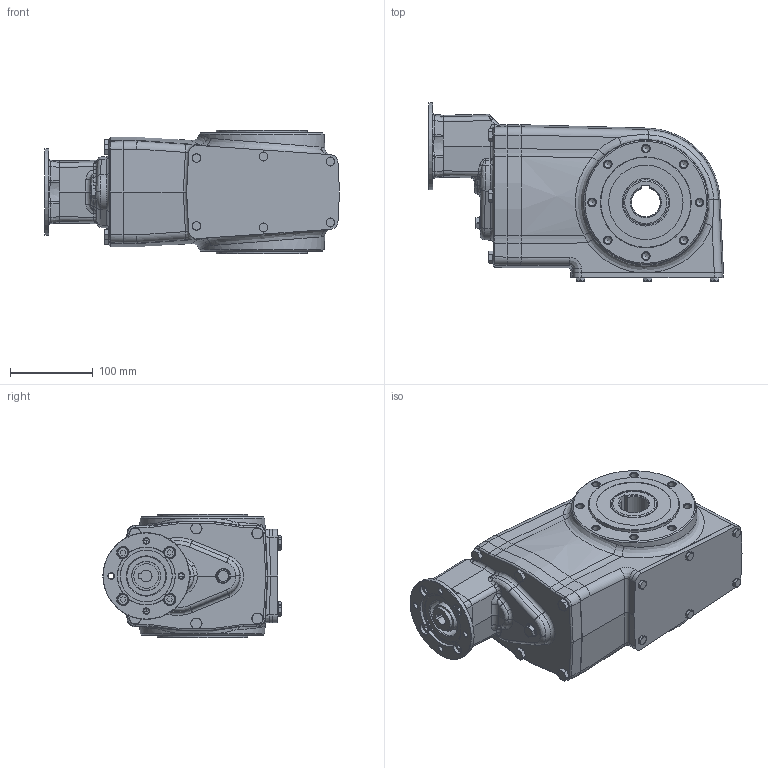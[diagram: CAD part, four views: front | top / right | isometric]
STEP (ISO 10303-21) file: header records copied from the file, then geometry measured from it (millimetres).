
FILE_DESCRIPTION(/* description */ ('Unknown'),/* implementation_level */ '2;1');
FILE_NAME(/* name */ '_B_X63N_I_xxx_-E_FB_N_-Q_B3_-C_',/* time_stamp */ '2025-09-24T08:17:03+02:00',/* author */ ('Unknown'),/* organization */ ('Unknown'),/* preprocessor_version */ 'ST-DEVELOPER v18.104',/* originating_system */ 'Solid Edge',/* authorisation */ 'Unknown');
FILE_SCHEMA (('AUTOMOTIVE_DESIGN {1 0 10303 214 3 1 1}'));
Length unit declared in the file: millimetre
Products named in the file (6): _B_X63N_I_xxx_-E_FB_N_-Q_B3_-C_; _B_X63N_I_xxx_-E_FB_; I634047; VTBIM08x16; C405092P
Assembly tree (8 placements, depth 3):
  _B_X63N_I_xxx_-E_FB_N_-Q_B3_-C_
    _B_X63N_I_xxx_-E_FB_
    I634047
      I634047
      VTBIM08x16  x4
    C405092P
Bounding box: 357 x 215.7 x 150 mm (x, y, z)
Volume: 6253784.5 mm3; surface area: 297959.4 mm2
Topology: 7 solids, 10 shells, 760 faces, 1805 edges, 1113 vertices
Faces by surface type: plane 261, cylinder 180, cone 162, bspline 114, torus 41, sphere 2
Full cylindrical faces by diameter (mm): 6.647 x8, 7 x4, 8 x4, 8.376 x32, 8.9 x6, 9 x4, 11.6 x6, 13 x4, 14 x4, 16.662 x1, 18 x1, 24.5 x1, 30 x1, 35 x2, 47 x1, 57.5 x2, 58 x2, 62 x3, 69.2 x2, 90 x2, 105 x1, 110 x2
Entity records: 26675 total; most frequent: CARTESIAN_POINT 7771, ORIENTED_EDGE 2906, DIRECTION 2784, EDGE_CURVE 1453, AXIS2_PLACEMENT_3D 1160, VERTEX_POINT 987, FACE_BOUND 974, EDGE_LOOP 954
